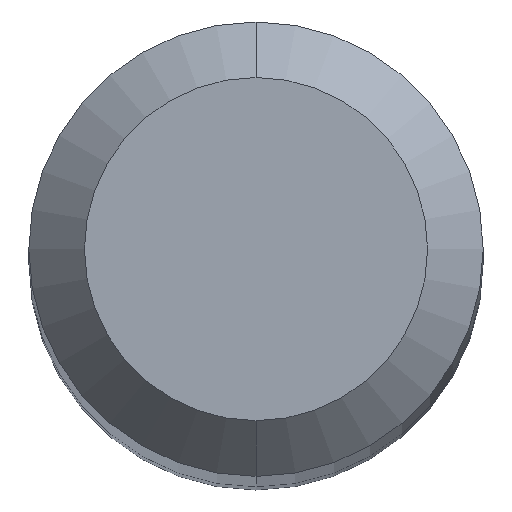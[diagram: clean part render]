
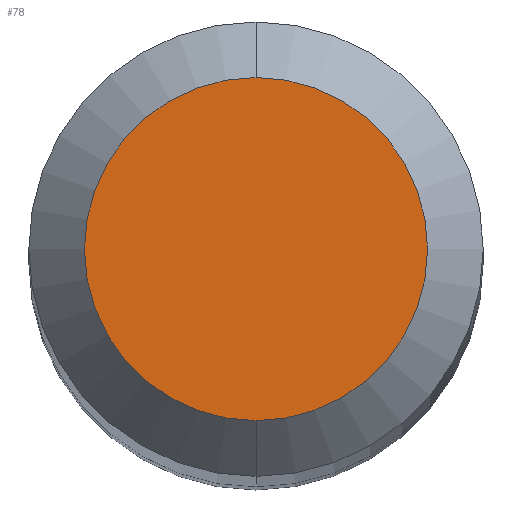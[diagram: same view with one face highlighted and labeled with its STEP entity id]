
A CAD part, top view. The second image highlights one B-rep face of the part: STEP entity #78.
In plain terms, the highlighted planar face has unit normal (0, 0, 1).
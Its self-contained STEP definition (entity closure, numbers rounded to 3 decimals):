
#19 = VERTEX_POINT ( 'NONE', #200 ) ;
#20 = AXIS2_PLACEMENT_3D ( 'NONE', #52, #79, #155 ) ;
#27 = CARTESIAN_POINT ( 'NONE',  ( 0., 0., 43. ) ) ;
#52 = CARTESIAN_POINT ( 'NONE',  ( 0., 0., 43. ) ) ;
#57 = DIRECTION ( 'NONE',  ( 0., 1., 0. ) ) ;
#59 = PLANE ( 'NONE',  #164 ) ;
#78 = ADVANCED_FACE ( 'NONE', ( #208 ), #59, .F. ) ;
#79 = DIRECTION ( 'NONE',  ( 0., 0., -1. ) ) ;
#95 = VERTEX_POINT ( 'NONE', #105 ) ;
#105 = CARTESIAN_POINT ( 'NONE',  ( 0., 0.925, 43. ) ) ;
#133 = EDGE_CURVE ( 'NONE', #95, #19, #162, .T. ) ;
#155 = DIRECTION ( 'NONE',  ( 0., 1., 0. ) ) ;
#162 = CIRCLE ( 'NONE', #20, 0.925 ) ;
#163 = AXIS2_PLACEMENT_3D ( 'NONE', #292, #166, #187 ) ;
#164 = AXIS2_PLACEMENT_3D ( 'NONE', #27, #183, #57 ) ;
#166 = DIRECTION ( 'NONE',  ( 0., 0., -1. ) ) ;
#171 = ORIENTED_EDGE ( 'NONE', *, *, #265, .F. ) ;
#183 = DIRECTION ( 'NONE',  ( 0., 0., -1. ) ) ;
#187 = DIRECTION ( 'NONE',  ( 0., 1., 0. ) ) ;
#198 = EDGE_LOOP ( 'NONE', ( #225, #171 ) ) ;
#200 = CARTESIAN_POINT ( 'NONE',  ( 0., -0.925, 43. ) ) ;
#208 = FACE_OUTER_BOUND ( 'NONE', #198, .T. ) ;
#225 = ORIENTED_EDGE ( 'NONE', *, *, #133, .F. ) ;
#265 = EDGE_CURVE ( 'NONE', #19, #95, #317, .T. ) ;
#292 = CARTESIAN_POINT ( 'NONE',  ( 0., 0., 43. ) ) ;
#317 = CIRCLE ( 'NONE', #163, 0.925 ) ;
